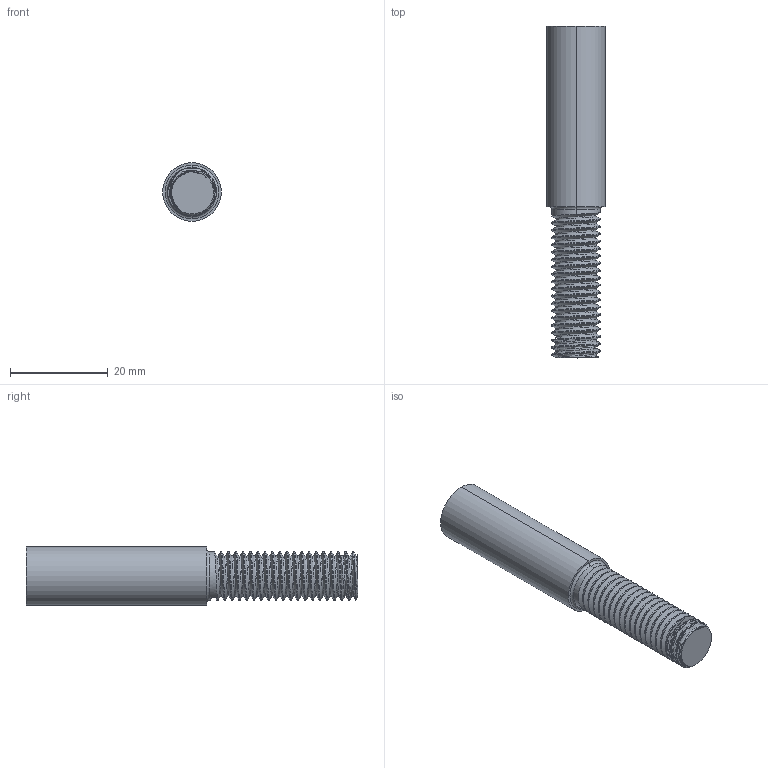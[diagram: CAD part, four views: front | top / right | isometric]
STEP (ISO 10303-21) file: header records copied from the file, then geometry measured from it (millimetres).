
FILE_DESCRIPTION (( 'STEP AP203' ), '1' );
FILE_NAME ('A14_L4-8.STEP', '2023-10-04T10:57:31', ( '' ), ( '' ), 'SwSTEP 2.0', 'SolidWorks 2019', '' );
FILE_SCHEMA (( 'CONFIG_CONTROL_DESIGN' ));
Length unit declared in the file: millimetre
Products named in the file (1): A14_L4-8
Bounding box: 12 x 68 x 12 mm (x, y, z)
Volume: 4793.9 mm3; surface area: 3677.5 mm2
Topology: 1 solids, 1 shells, 57 faces, 155 edges, 102 vertices
Faces by surface type: cylinder 44, plane 5, cone 3, bspline 3, torus 2
Entity records: 4885 total; most frequent: CARTESIAN_POINT 3627, ORIENTED_EDGE 310, DIRECTION 192, EDGE_CURVE 155, VERTEX_POINT 102, AXIS2_PLACEMENT_3D 73, EDGE_LOOP 59, FACE_OUTER_BOUND 57
